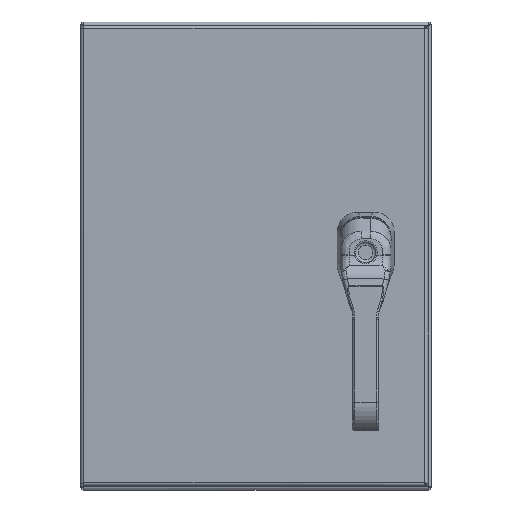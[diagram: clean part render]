
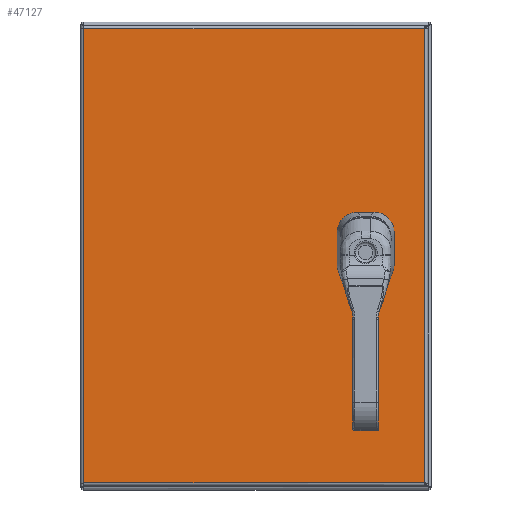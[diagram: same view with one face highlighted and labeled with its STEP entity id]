
A CAD part, top view. The second image highlights one B-rep face of the part: STEP entity #47127.
In plain terms, the highlighted planar face has unit normal (0, 0, 1).
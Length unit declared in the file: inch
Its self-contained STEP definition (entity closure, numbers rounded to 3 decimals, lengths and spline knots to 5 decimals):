
#184 = CARTESIAN_POINT ( 'NONE',  ( 5.9375, 7.6, 6.9175 ) ) ;
#1367 = DIRECTION ( 'NONE',  ( 0., 0., 1. ) ) ;
#2009 = DIRECTION ( 'NONE',  ( 0., 0., 1. ) ) ;
#2444 = DIRECTION ( 'NONE',  ( -1., 0., 0. ) ) ;
#2923 = CARTESIAN_POINT ( 'NONE',  ( 9.75, 8., 6.9175 ) ) ;
#2972 = CARTESIAN_POINT ( 'NONE',  ( 9.53738, 7.6, 6.9175 ) ) ;
#3655 = CARTESIAN_POINT ( 'NONE',  ( 9.35, 8.21262, 6.9175 ) ) ;
#3834 = VECTOR ( 'NONE', #71607, 39.37008 ) ;
#4128 = CIRCLE ( 'NONE', #69683, 0.14 ) ;
#4459 = VECTOR ( 'NONE', #13830, 39.37008 ) ;
#4772 = LINE ( 'NONE', #14645, #3834 ) ;
#4788 = FACE_BOUND ( 'NONE', #55280, .T. ) ;
#4886 = CARTESIAN_POINT ( 'NONE',  ( 9.75, 7.11397, 6.9175 ) ) ;
#5394 = VERTEX_POINT ( 'NONE', #38872 ) ;
#5603 = CARTESIAN_POINT ( 'NONE',  ( 9.96262, 7.6, 6.9175 ) ) ;
#5868 = EDGE_LOOP ( 'NONE', ( #11814 ) ) ;
#6014 = CARTESIAN_POINT ( 'NONE',  ( 11.76975, 8., 6.9175 ) ) ;
#6971 = VERTEX_POINT ( 'NONE', #34353 ) ;
#6977 = DIRECTION ( 'NONE',  ( 0., 0., 1. ) ) ;
#7782 = DIRECTION ( 'NONE',  ( -1., 0., 0. ) ) ;
#8478 = CIRCLE ( 'NONE', #57601, 0.453 ) ;
#8962 = DIRECTION ( 'NONE',  ( -1., 0., 0. ) ) ;
#9386 = DIRECTION ( 'NONE',  ( 0., -1., 0. ) ) ;
#9871 = ORIENTED_EDGE ( 'NONE', *, *, #22936, .F. ) ;
#11638 = CIRCLE ( 'NONE', #56031, 0.453 ) ;
#11814 = ORIENTED_EDGE ( 'NONE', *, *, #73478, .F. ) ;
#11932 = VERTEX_POINT ( 'NONE', #3655 ) ;
#12182 = VECTOR ( 'NONE', #53028, 39.37008 ) ;
#12841 = VERTEX_POINT ( 'NONE', #65837 ) ;
#13121 = EDGE_CURVE ( 'NONE', #44267, #56066, #8478, .T. ) ;
#13267 = CIRCLE ( 'NONE', #27774, 0.14 ) ;
#13498 = CARTESIAN_POINT ( 'NONE',  ( 10.15, 8., 6.9175 ) ) ;
#13830 = DIRECTION ( 'NONE',  ( 1., 0., 0. ) ) ;
#14645 = CARTESIAN_POINT ( 'NONE',  ( 0.10525, 8., 6.9175 ) ) ;
#15527 = EDGE_CURVE ( 'NONE', #52336, #52336, #4128, .T. ) ;
#15591 = CARTESIAN_POINT ( 'NONE',  ( 9.35, 8., 6.9175 ) ) ;
#16445 = AXIS2_PLACEMENT_3D ( 'NONE', #2923, #42754, #8962 ) ;
#16855 = EDGE_CURVE ( 'NONE', #64629, #11932, #62873, .T. ) ;
#17305 = DIRECTION ( 'NONE',  ( 0., -1., 0. ) ) ;
#17373 = FACE_BOUND ( 'NONE', #5868, .T. ) ;
#18217 = ORIENTED_EDGE ( 'NONE', *, *, #16855, .F. ) ;
#18301 = LINE ( 'NONE', #15591, #50335 ) ;
#18721 = EDGE_LOOP ( 'NONE', ( #32338, #56951, #49213, #72532 ) ) ;
#19828 = CARTESIAN_POINT ( 'NONE',  ( 9.61, 7.11397, 6.9175 ) ) ;
#19837 = VECTOR ( 'NONE', #17305, 39.37008 ) ;
#19984 = FACE_BOUND ( 'NONE', #29905, .T. ) ;
#20974 = EDGE_CURVE ( 'NONE', #66261, #63866, #61662, .T. ) ;
#22275 = VERTEX_POINT ( 'NONE', #58481 ) ;
#22312 = DIRECTION ( 'NONE',  ( -1., 0., 0. ) ) ;
#22936 = EDGE_CURVE ( 'NONE', #11932, #64356, #18301, .T. ) ;
#23246 = CIRCLE ( 'NONE', #31978, 0.14 ) ;
#23532 = ORIENTED_EDGE ( 'NONE', *, *, #15527, .F. ) ;
#23665 = CARTESIAN_POINT ( 'NONE',  ( 9.96262, 8.4, 6.9175 ) ) ;
#24465 = ORIENTED_EDGE ( 'NONE', *, *, #62791, .F. ) ;
#25238 = CARTESIAN_POINT ( 'NONE',  ( 5.9375, 15.76975, 6.9175 ) ) ;
#25252 = CARTESIAN_POINT ( 'NONE',  ( 10.15, 8.21262, 6.9175 ) ) ;
#27129 = VERTEX_POINT ( 'NONE', #62719 ) ;
#27774 = AXIS2_PLACEMENT_3D ( 'NONE', #4886, #49947, #61157 ) ;
#27794 = LINE ( 'NONE', #6014, #19837 ) ;
#29248 = DIRECTION ( 'NONE',  ( -1., 0., 0. ) ) ;
#29663 = CARTESIAN_POINT ( 'NONE',  ( 9.61, 6.62197, 6.9175 ) ) ;
#29905 = EDGE_LOOP ( 'NONE', ( #23532 ) ) ;
#31891 = VERTEX_POINT ( 'NONE', #36647 ) ;
#31978 = AXIS2_PLACEMENT_3D ( 'NONE', #36104, #2009, #7782 ) ;
#32067 = CARTESIAN_POINT ( 'NONE',  ( 9.35, 7.78738, 6.9175 ) ) ;
#32338 = ORIENTED_EDGE ( 'NONE', *, *, #72731, .F. ) ;
#32978 = LINE ( 'NONE', #48310, #34782 ) ;
#33196 = PLANE ( 'NONE',  #45842 ) ;
#33760 = DIRECTION ( 'NONE',  ( 1., 0., 0. ) ) ;
#34353 = CARTESIAN_POINT ( 'NONE',  ( 0.10525, 15.76975, 6.9175 ) ) ;
#34782 = VECTOR ( 'NONE', #60256, 39.37008 ) ;
#36104 = CARTESIAN_POINT ( 'NONE',  ( 9.75, 8.88497, 6.9175 ) ) ;
#36285 = CARTESIAN_POINT ( 'NONE',  ( 9.75, 8., 6.9175 ) ) ;
#36647 = CARTESIAN_POINT ( 'NONE',  ( 11.76975, 0.23025, 6.9175 ) ) ;
#36903 = DIRECTION ( 'NONE',  ( -1., 0., 0. ) ) ;
#37169 = DIRECTION ( 'NONE',  ( 0., 0., 1. ) ) ;
#38328 = CIRCLE ( 'NONE', #67329, 0.453 ) ;
#38872 = CARTESIAN_POINT ( 'NONE',  ( 0.10525, 0.23025, 6.9175 ) ) ;
#39344 = EDGE_CURVE ( 'NONE', #6971, #27129, #40102, .T. ) ;
#40102 = LINE ( 'NONE', #25238, #4459 ) ;
#42754 = DIRECTION ( 'NONE',  ( 0., 0., 1. ) ) ;
#44042 = EDGE_CURVE ( 'NONE', #64356, #66261, #11638, .T. ) ;
#44267 = VERTEX_POINT ( 'NONE', #25252 ) ;
#44900 = VECTOR ( 'NONE', #70703, 39.37008 ) ;
#45757 = LINE ( 'NONE', #53263, #44900 ) ;
#45842 = AXIS2_PLACEMENT_3D ( 'NONE', #73065, #73794, #22312 ) ;
#45904 = EDGE_CURVE ( 'NONE', #5394, #6971, #4772, .T. ) ;
#47127 = ADVANCED_FACE ( 'NONE', ( #19984, #17373, #4788, #69777, #52004 ), #33196, .F. ) ;
#47731 = EDGE_CURVE ( 'NONE', #27129, #31891, #27794, .T. ) ;
#48300 = VECTOR ( 'NONE', #33760, 39.37008 ) ;
#48310 = CARTESIAN_POINT ( 'NONE',  ( 5.9375, 0.23025, 6.9175 ) ) ;
#49213 = ORIENTED_EDGE ( 'NONE', *, *, #39344, .F. ) ;
#49947 = DIRECTION ( 'NONE',  ( 0., 0., 1. ) ) ;
#50335 = VECTOR ( 'NONE', #9386, 39.37008 ) ;
#52004 = FACE_OUTER_BOUND ( 'NONE', #18721, .T. ) ;
#52172 = CARTESIAN_POINT ( 'NONE',  ( 9.75, 8., 6.9175 ) ) ;
#52336 = VERTEX_POINT ( 'NONE', #29663 ) ;
#52403 = ORIENTED_EDGE ( 'NONE', *, *, #44042, .F. ) ;
#52526 = ORIENTED_EDGE ( 'NONE', *, *, #57731, .F. ) ;
#53028 = DIRECTION ( 'NONE',  ( 0., 1., 0. ) ) ;
#53135 = ORIENTED_EDGE ( 'NONE', *, *, #72641, .F. ) ;
#53263 = CARTESIAN_POINT ( 'NONE',  ( 5.9375, 8.4, 6.9175 ) ) ;
#53610 = EDGE_CURVE ( 'NONE', #63866, #22275, #38328, .T. ) ;
#55280 = EDGE_LOOP ( 'NONE', ( #53135 ) ) ;
#56031 = AXIS2_PLACEMENT_3D ( 'NONE', #52172, #1367, #29248 ) ;
#56066 = VERTEX_POINT ( 'NONE', #23665 ) ;
#56951 = ORIENTED_EDGE ( 'NONE', *, *, #47731, .F. ) ;
#57367 = VERTEX_POINT ( 'NONE', #19828 ) ;
#57488 = CARTESIAN_POINT ( 'NONE',  ( 9.75, 6.62197, 6.9175 ) ) ;
#57532 = LINE ( 'NONE', #13498, #12182 ) ;
#57601 = AXIS2_PLACEMENT_3D ( 'NONE', #36285, #58967, #2444 ) ;
#57731 = EDGE_CURVE ( 'NONE', #22275, #44267, #57532, .T. ) ;
#58481 = CARTESIAN_POINT ( 'NONE',  ( 10.15, 7.78738, 6.9175 ) ) ;
#58967 = DIRECTION ( 'NONE',  ( 0., 0., 1. ) ) ;
#60256 = DIRECTION ( 'NONE',  ( -1., 0., 0. ) ) ;
#61157 = DIRECTION ( 'NONE',  ( -1., 0., 0. ) ) ;
#61662 = LINE ( 'NONE', #184, #48300 ) ;
#62123 = ORIENTED_EDGE ( 'NONE', *, *, #20974, .F. ) ;
#62719 = CARTESIAN_POINT ( 'NONE',  ( 11.76975, 15.76975, 6.9175 ) ) ;
#62791 = EDGE_CURVE ( 'NONE', #56066, #64629, #45757, .T. ) ;
#62873 = CIRCLE ( 'NONE', #16445, 0.453 ) ;
#63486 = DIRECTION ( 'NONE',  ( -1., 0., 0. ) ) ;
#63866 = VERTEX_POINT ( 'NONE', #5603 ) ;
#64356 = VERTEX_POINT ( 'NONE', #32067 ) ;
#64629 = VERTEX_POINT ( 'NONE', #73435 ) ;
#65837 = CARTESIAN_POINT ( 'NONE',  ( 9.61, 8.88497, 6.9175 ) ) ;
#66261 = VERTEX_POINT ( 'NONE', #2972 ) ;
#67329 = AXIS2_PLACEMENT_3D ( 'NONE', #70781, #37169, #36903 ) ;
#68518 = ORIENTED_EDGE ( 'NONE', *, *, #13121, .F. ) ;
#69577 = ORIENTED_EDGE ( 'NONE', *, *, #53610, .F. ) ;
#69683 = AXIS2_PLACEMENT_3D ( 'NONE', #57488, #6977, #63486 ) ;
#69777 = FACE_BOUND ( 'NONE', #73804, .T. ) ;
#70703 = DIRECTION ( 'NONE',  ( -1., 0., 0. ) ) ;
#70781 = CARTESIAN_POINT ( 'NONE',  ( 9.75, 8., 6.9175 ) ) ;
#71607 = DIRECTION ( 'NONE',  ( 0., 1., 0. ) ) ;
#72532 = ORIENTED_EDGE ( 'NONE', *, *, #45904, .F. ) ;
#72641 = EDGE_CURVE ( 'NONE', #12841, #12841, #23246, .T. ) ;
#72731 = EDGE_CURVE ( 'NONE', #31891, #5394, #32978, .T. ) ;
#73065 = CARTESIAN_POINT ( 'NONE',  ( 5.9375, 8., 6.9175 ) ) ;
#73435 = CARTESIAN_POINT ( 'NONE',  ( 9.53738, 8.4, 6.9175 ) ) ;
#73478 = EDGE_CURVE ( 'NONE', #57367, #57367, #13267, .T. ) ;
#73794 = DIRECTION ( 'NONE',  ( 0., 0., -1. ) ) ;
#73804 = EDGE_LOOP ( 'NONE', ( #24465, #68518, #52526, #69577, #62123, #52403, #9871, #18217 ) ) ;
